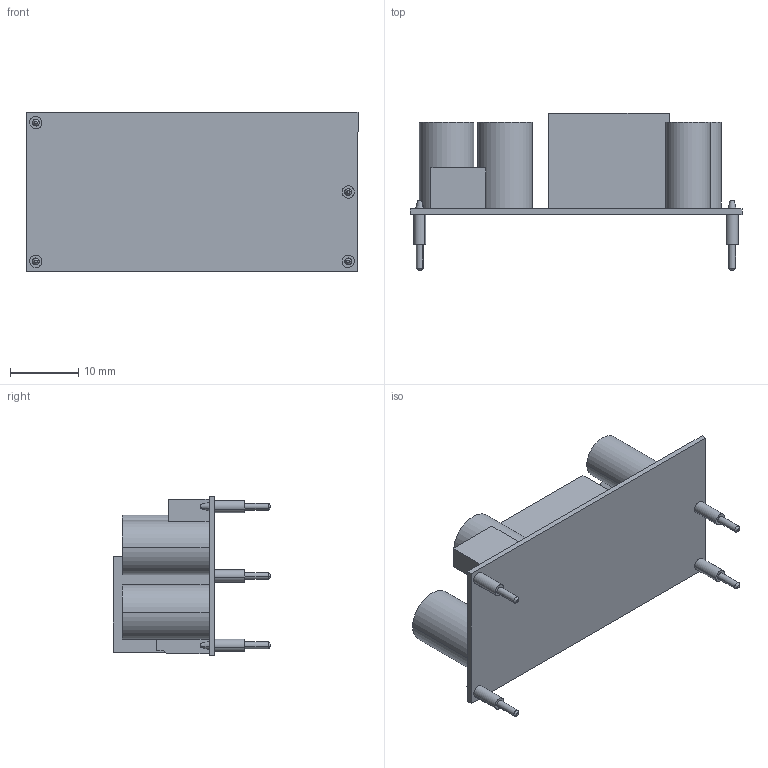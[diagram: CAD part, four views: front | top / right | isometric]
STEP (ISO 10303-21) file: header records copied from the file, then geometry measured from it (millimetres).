
FILE_DESCRIPTION (( 'STEP AP214' ), '1' );
FILE_NAME ('CUI_VOF-10B-S12.step', '2017-08-12T06:45:22', ( '' ), ( '' ), 'SwSTEP 2.0', 'SolidWorks 2017', '' );
FILE_SCHEMA (( 'AUTOMOTIVE_DESIGN' ));
Length unit declared in the file: millimetre
Products named in the file (3): VOF-10B PCB; VOF-B PIN; CUI_VOF-10B-S12
Assembly tree (5 placements, depth 2):
  CUI_VOF-10B-S12
    VOF-10B PCB
    VOF-B PIN  x4
Bounding box: 48.6 x 23 x 23.3 mm (x, y, z)
Volume: 6820.5 mm3; surface area: 4882.4 mm2
Topology: 5 solids, 5 shells, 107 faces, 224 edges, 146 vertices
Faces by surface type: plane 51, cylinder 40, cone 16
Entity records: 2409 total; most frequent: DIRECTION 330, CARTESIAN_POINT 302, ORIENTED_EDGE 280, EDGE_CURVE 140, AXIS2_PLACEMENT_3D 120, VERTEX_POINT 92, LINE 90, VECTOR 90
